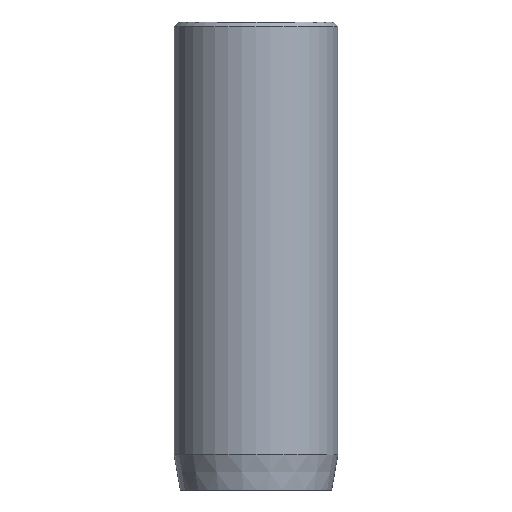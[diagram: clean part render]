
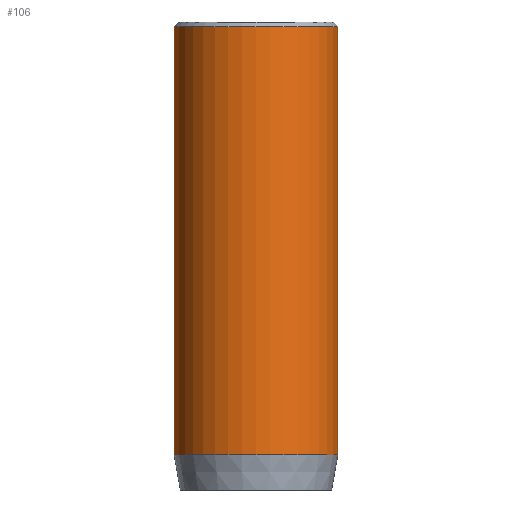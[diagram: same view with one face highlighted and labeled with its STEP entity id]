
A CAD part, front view. The second image highlights one B-rep face of the part: STEP entity #106.
In plain terms, the highlighted cylindrical face has radius 3.5 mm (diameter 7 mm), a partial arc.
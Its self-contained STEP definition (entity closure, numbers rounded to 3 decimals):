
#26 = CARTESIAN_POINT ( 'NONE',  ( -3.5, 0., 19.8 ) ) ;
#36 = CARTESIAN_POINT ( 'NONE',  ( 3.5, 0., 1.5 ) ) ;
#73 = VERTEX_POINT ( 'NONE', #948 ) ;
#86 = EDGE_CURVE ( 'NONE', #73, #175, #444, .T. ) ;
#98 = DIRECTION ( 'NONE',  ( 0., 0., -1. ) ) ;
#106 = ADVANCED_FACE ( 'NONE', ( #412 ), #628, .T. ) ;
#143 = CARTESIAN_POINT ( 'NONE',  ( -3.5, 0., 1.5 ) ) ;
#149 = VECTOR ( 'NONE', #514, 1000. ) ;
#175 = VERTEX_POINT ( 'NONE', #26 ) ;
#216 = CARTESIAN_POINT ( 'NONE',  ( 0., 0., 19.8 ) ) ;
#288 = CARTESIAN_POINT ( 'NONE',  ( -3.5, 0., 20. ) ) ;
#298 = VERTEX_POINT ( 'NONE', #143 ) ;
#322 = EDGE_CURVE ( 'NONE', #298, #768, #868, .T. ) ;
#357 = DIRECTION ( 'NONE',  ( 0., 0., 1. ) ) ;
#358 = ORIENTED_EDGE ( 'NONE', *, *, #646, .T. ) ;
#381 = VECTOR ( 'NONE', #98, 1000. ) ;
#412 = FACE_OUTER_BOUND ( 'NONE', #528, .T. ) ;
#444 = CIRCLE ( 'NONE', #774, 3.5 ) ;
#514 = DIRECTION ( 'NONE',  ( 0., 0., -1. ) ) ;
#528 = EDGE_LOOP ( 'NONE', ( #1044, #977, #358, #1114 ) ) ;
#628 = CYLINDRICAL_SURFACE ( 'NONE', #1217, 3.5 ) ;
#646 = EDGE_CURVE ( 'NONE', #175, #298, #883, .T. ) ;
#681 = AXIS2_PLACEMENT_3D ( 'NONE', #1159, #357, #799 ) ;
#768 = VERTEX_POINT ( 'NONE', #36 ) ;
#774 = AXIS2_PLACEMENT_3D ( 'NONE', #216, #1128, #1140 ) ;
#799 = DIRECTION ( 'NONE',  ( 1., 0., 0. ) ) ;
#868 = CIRCLE ( 'NONE', #681, 3.5 ) ;
#883 = LINE ( 'NONE', #288, #381 ) ;
#948 = CARTESIAN_POINT ( 'NONE',  ( 3.5, 0., 19.8 ) ) ;
#977 = ORIENTED_EDGE ( 'NONE', *, *, #86, .T. ) ;
#994 = DIRECTION ( 'NONE',  ( -1., 0., 0. ) ) ;
#998 = CARTESIAN_POINT ( 'NONE',  ( 0., 0., 20. ) ) ;
#1003 = DIRECTION ( 'NONE',  ( 0., 0., -1. ) ) ;
#1038 = EDGE_CURVE ( 'NONE', #73, #768, #1120, .T. ) ;
#1044 = ORIENTED_EDGE ( 'NONE', *, *, #1038, .F. ) ;
#1114 = ORIENTED_EDGE ( 'NONE', *, *, #322, .T. ) ;
#1120 = LINE ( 'NONE', #1176, #149 ) ;
#1128 = DIRECTION ( 'NONE',  ( 0., 0., -1. ) ) ;
#1140 = DIRECTION ( 'NONE',  ( 1., 0., 0. ) ) ;
#1159 = CARTESIAN_POINT ( 'NONE',  ( 0., 0., 1.5 ) ) ;
#1176 = CARTESIAN_POINT ( 'NONE',  ( 3.5, 0., 20. ) ) ;
#1217 = AXIS2_PLACEMENT_3D ( 'NONE', #998, #1003, #994 ) ;
